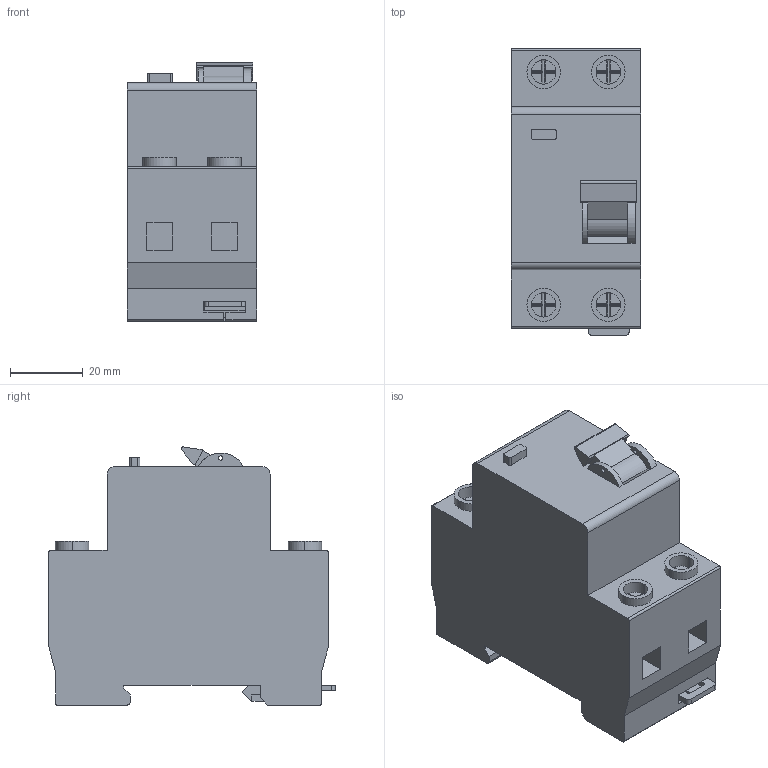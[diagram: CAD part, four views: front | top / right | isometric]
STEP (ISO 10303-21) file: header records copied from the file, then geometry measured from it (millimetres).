
FILE_DESCRIPTION (( 'STEP AP203' ), '1' );
FILE_NAME ('Äèô. Àâòîìàò 1P+N 16À 30ìÀ òèï ÀÑ õ-êà C ýë. 4,5êÀ ÀÄ-12 EKF Basic (DA12-16-30-bas).STEP', '2022-01-13T08:38:20', ( '' ), ( '' ), 'SwSTEP 2.0', 'SolidWorks 2021', '' );
FILE_SCHEMA (( 'CONFIG_CONTROL_DESIGN' ));
Length unit declared in the file: millimetre
Products named in the file (1): Äèô.  Àâòîìàò 1P+N 16À 30ìÀ òèï ÀÑ õ-êà C ýë. 4,5êÀ ÀÄ-12 EKF Basic (DA12-16-30-bas)
Bounding box: 35.5 x 78.7 x 70.96 mm (x, y, z)
Volume: 141454.9 mm3; surface area: 22109.8 mm2
Topology: 2 solids, 2 shells, 248 faces, 626 edges, 394 vertices
Faces by surface type: plane 205, cylinder 43
Entity records: 7407 total; most frequent: CARTESIAN_POINT 1269, DIRECTION 1254, ORIENTED_EDGE 1252, EDGE_CURVE 626, VECTOR 496, LINE 496, VERTEX_POINT 394, AXIS2_PLACEMENT_3D 379
